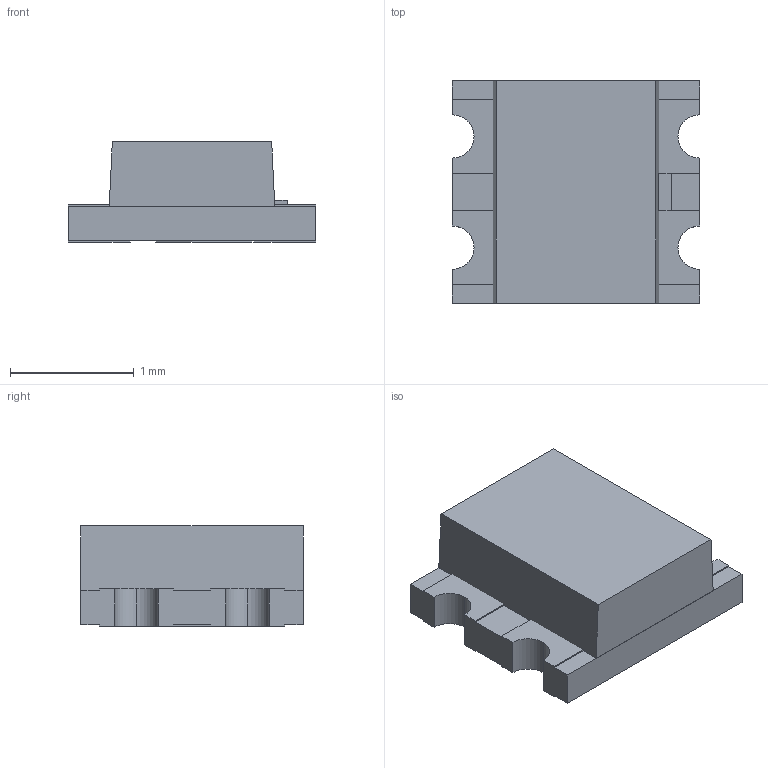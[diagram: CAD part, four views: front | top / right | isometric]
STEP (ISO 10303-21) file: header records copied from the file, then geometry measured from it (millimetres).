
FILE_DESCRIPTION (( 'STEP AP214' ), '1' );
FILE_NAME ('WS2812B-0807.STEP', '2019-11-02T09:10:06', ( '' ), ( '' ), 'SwSTEP 2.0', 'SolidWorks 2019', '' );
FILE_SCHEMA (( 'AUTOMOTIVE_DESIGN' ));
Length unit declared in the file: millimetre
Products named in the file (1): WS2812B-0807
Bounding box: 2 x 1.8 x 0.81 mm (x, y, z)
Volume: 2.2 mm3; surface area: 17.8 mm2
Topology: 3 solids, 3 shells, 81 faces, 213 edges, 142 vertices
Faces by surface type: plane 75, cylinder 6
Entity records: 3292 total; most frequent: CARTESIAN_POINT 437, ORIENTED_EDGE 426, DIRECTION 389, EDGE_CURVE 213, VECTOR 201, LINE 201, VERTEX_POINT 142, AXIS2_PLACEMENT_3D 94
